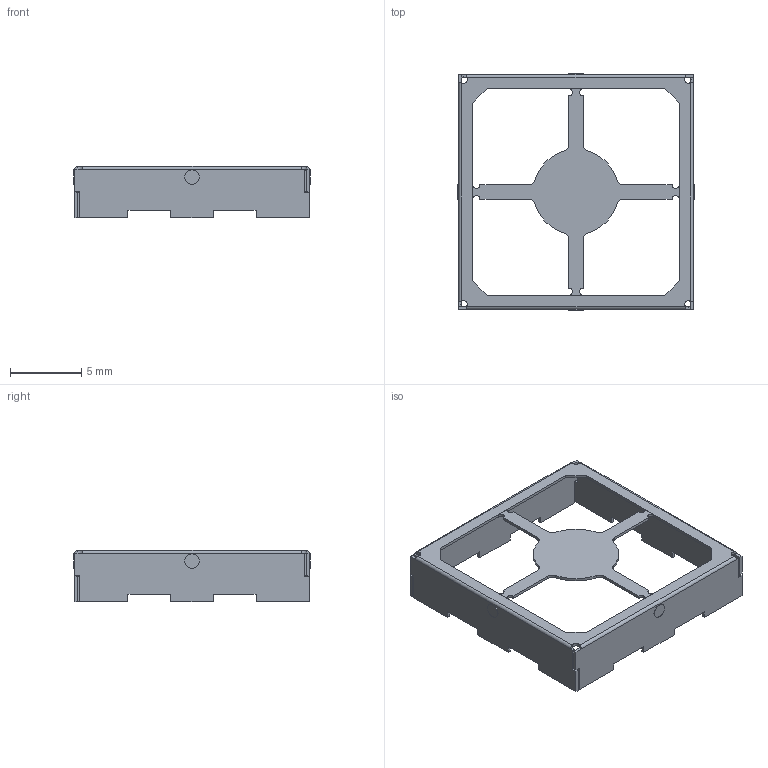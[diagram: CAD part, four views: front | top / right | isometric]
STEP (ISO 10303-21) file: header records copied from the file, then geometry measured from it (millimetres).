
FILE_DESCRIPTION(/* description */ (''),/* implementation_level */ '2;1');
FILE_NAME(/* name */ 'MSBOX_LAIRD_BMI-S-202-F.stp',/* time_stamp */ '2017-06-15T14:12:47+02:00',/* author */ ('jchouvet'),/* organization */ ('SolidWorks'),/* preprocessor_version */ 'ST-DEVELOPER v16.1',/* originating_system */ 'AutoCAD Mechanical',/* authorisation */ '');
FILE_SCHEMA (('AUTOMOTIVE_DESIGN { 1 0 10303 214 3 1 1 }'));
Length unit declared in the file: millimetre
Products named in the file (1): Product
Bounding box: 16.6 x 16.6 x 3.6 mm (x, y, z)
Volume: 62.8 mm3; surface area: 674.7 mm2
Topology: 6 solids, 6 shells, 149 faces, 381 edges, 244 vertices
Faces by surface type: plane 116, cylinder 33
Full cylindrical faces by diameter (mm): 1 x4
Entity records: 4464 total; most frequent: CARTESIAN_POINT 789, ORIENTED_EDGE 754, DIRECTION 739, EDGE_CURVE 377, LINE 311, VECTOR 311, VERTEX_POINT 244, AXIS2_PLACEMENT_3D 214
